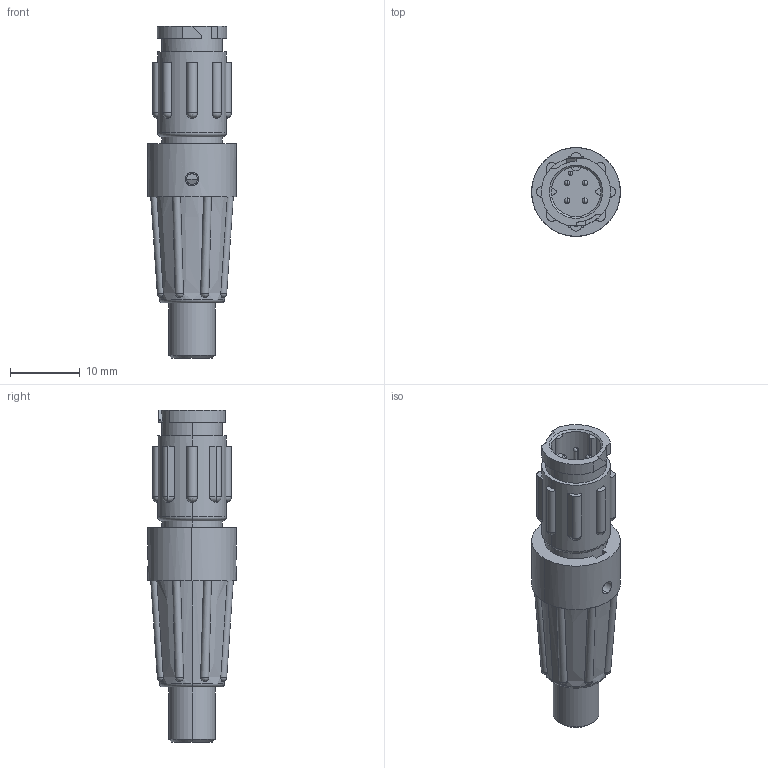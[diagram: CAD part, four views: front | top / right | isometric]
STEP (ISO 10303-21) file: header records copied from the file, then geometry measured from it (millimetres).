
FILE_DESCRIPTION (( 'STEP AP203' ), '1' );
FILE_NAME ('W18880-4PG-P-5XX.STEP', '2021-03-05T19:34:50', ( '' ), ( '' ), 'SwSTEP 2.0', 'SolidWorks 2020', '' );
FILE_SCHEMA (( 'CONFIG_CONTROL_DESIGN' ));
Length unit declared in the file: millimetre
Products named in the file (3): MC IC BACKSHELL 5XX.step; W18880-4PG-P-5XX; 18880-4PG.step
Assembly tree (2 placements, depth 2):
  W18880-4PG-P-5XX
    18880-4PG.step
    MC IC BACKSHELL 5XX.step
Bounding box: 12.7 x 12.7 x 47.5 mm (x, y, z)
Volume: 2857.1 mm3; surface area: 3177.7 mm2
Topology: 2 solids, 2 shells, 207 faces, 625 edges, 417 vertices
Faces by surface type: cylinder 85, plane 74, sphere 28, cone 8, bspline 8, torus 4
Entity records: 8396 total; most frequent: CARTESIAN_POINT 2768, ORIENTED_EDGE 1178, DIRECTION 1051, EDGE_CURVE 589, AXIS2_PLACEMENT_3D 418, VERTEX_POINT 409, EDGE_LOOP 236, LINE 215
